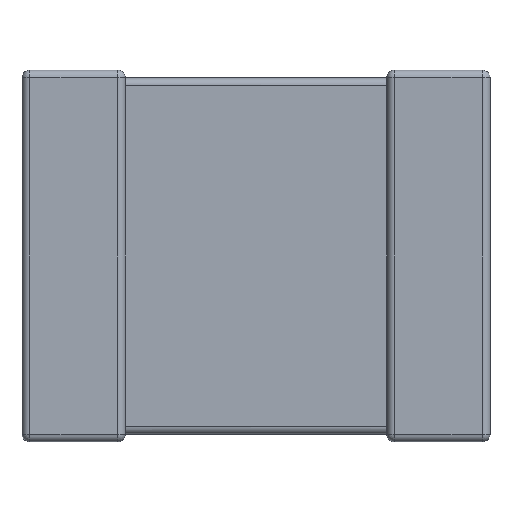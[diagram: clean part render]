
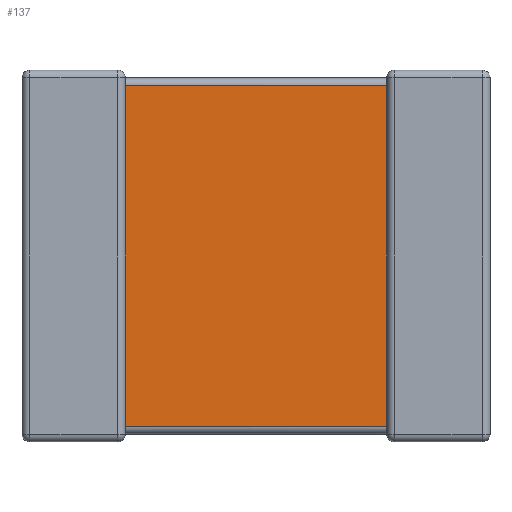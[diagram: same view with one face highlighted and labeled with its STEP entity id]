
A CAD part, front view. The second image highlights one B-rep face of the part: STEP entity #137.
In plain terms, the highlighted planar face has unit normal (0, -1, 0).
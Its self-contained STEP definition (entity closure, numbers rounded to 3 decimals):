
#106 = EDGE_CURVE ( 'NONE', #2997, #1048, #2313, .T. ) ;
#137 = ADVANCED_FACE ( 'NONE', ( #3067 ), #433, .T. ) ;
#195 = CARTESIAN_POINT ( 'NONE',  ( 0.75, 0.056, -0.112 ) ) ;
#217 = DIRECTION ( 'NONE',  ( 0., -1., 0. ) ) ;
#433 = PLANE ( 'NONE',  #776 ) ;
#755 = ORIENTED_EDGE ( 'NONE', *, *, #2721, .T. ) ;
#776 = AXIS2_PLACEMENT_3D ( 'NONE', #3413, #217, #3476 ) ;
#841 = VECTOR ( 'NONE', #2248, 1000. ) ;
#1048 = VERTEX_POINT ( 'NONE', #1833 ) ;
#1166 = ORIENTED_EDGE ( 'NONE', *, *, #3146, .T. ) ;
#1264 = VECTOR ( 'NONE', #4490, 1000. ) ;
#1538 = CARTESIAN_POINT ( 'NONE',  ( 0.75, 0.056, -2.7 ) ) ;
#1734 = EDGE_CURVE ( 'NONE', #2997, #2379, #2509, .T. ) ;
#1833 = CARTESIAN_POINT ( 'NONE',  ( 2.65, 0.056, -2.588 ) ) ;
#1889 = EDGE_LOOP ( 'NONE', ( #3576, #4126, #1166, #755 ) ) ;
#2030 = LINE ( 'NONE', #2554, #3674 ) ;
#2195 = DIRECTION ( 'NONE',  ( -1., 0., 0. ) ) ;
#2248 = DIRECTION ( 'NONE',  ( 0., 0., 1. ) ) ;
#2313 = LINE ( 'NONE', #2571, #1264 ) ;
#2379 = VERTEX_POINT ( 'NONE', #195 ) ;
#2509 = LINE ( 'NONE', #1538, #841 ) ;
#2510 = CARTESIAN_POINT ( 'NONE',  ( 0.75, 0.056, -2.588 ) ) ;
#2554 = CARTESIAN_POINT ( 'NONE',  ( 0.75, 0.056, -0.112 ) ) ;
#2571 = CARTESIAN_POINT ( 'NONE',  ( 2.65, 0.056, -2.588 ) ) ;
#2672 = VERTEX_POINT ( 'NONE', #4061 ) ;
#2721 = EDGE_CURVE ( 'NONE', #2672, #2379, #2030, .T. ) ;
#2997 = VERTEX_POINT ( 'NONE', #2510 ) ;
#3067 = FACE_OUTER_BOUND ( 'NONE', #1889, .T. ) ;
#3146 = EDGE_CURVE ( 'NONE', #1048, #2672, #4510, .T. ) ;
#3413 = CARTESIAN_POINT ( 'NONE',  ( 0.75, 0.056, -2.7 ) ) ;
#3476 = DIRECTION ( 'NONE',  ( 0., 0., -1. ) ) ;
#3576 = ORIENTED_EDGE ( 'NONE', *, *, #1734, .F. ) ;
#3674 = VECTOR ( 'NONE', #2195, 1000. ) ;
#4061 = CARTESIAN_POINT ( 'NONE',  ( 2.65, 0.056, -0.112 ) ) ;
#4077 = CARTESIAN_POINT ( 'NONE',  ( 2.65, 0.056, -2.7 ) ) ;
#4126 = ORIENTED_EDGE ( 'NONE', *, *, #106, .T. ) ;
#4217 = VECTOR ( 'NONE', #4447, 1000. ) ;
#4447 = DIRECTION ( 'NONE',  ( 0., 0., 1. ) ) ;
#4490 = DIRECTION ( 'NONE',  ( 1., 0., 0. ) ) ;
#4510 = LINE ( 'NONE', #4077, #4217 ) ;
